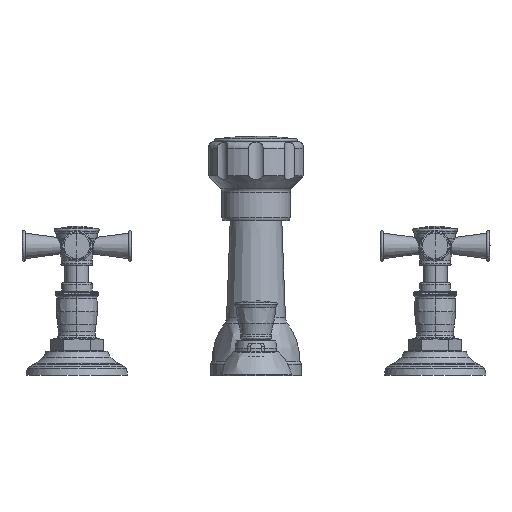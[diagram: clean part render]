
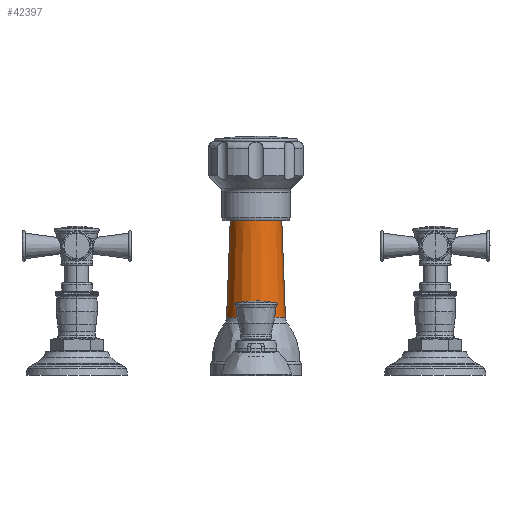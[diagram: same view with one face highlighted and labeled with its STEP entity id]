
A CAD part, top view. The second image highlights one B-rep face of the part: STEP entity #42397.
In plain terms, the highlighted conical face has half-angle 2.15 degrees and reference radius 15.652 mm.
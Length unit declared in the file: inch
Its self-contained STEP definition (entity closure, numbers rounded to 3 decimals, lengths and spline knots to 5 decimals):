
#41642=CARTESIAN_POINT('',(0.,3.468,-9.));
#41643=DIRECTION('',(0.,-1.,0.));
#41644=DIRECTION('',(1.,0.,0.));
#41645=AXIS2_PLACEMENT_3D('',#41642,#41643,#41644);
#41652=DIRECTION('',(0.038,0.999,0.));
#41653=VECTOR('',#41652,2.16618);
#41654=CARTESIAN_POINT('',(-0.65687,1.30334,
-9.));
#41655=LINE('',#41654,#41653);
#41656=DIRECTION('',(-0.038,0.999,0.));
#41657=VECTOR('',#41656,2.16618);
#41658=CARTESIAN_POINT('',(0.65687,1.30334,
-9.));
#41659=LINE('',#41658,#41657);
#41675=CARTESIAN_POINT('',(0.,1.30334,-9.));
#41676=DIRECTION('',(0.,-1.,0.));
#41677=DIRECTION('',(1.,0.,0.));
#41678=AXIS2_PLACEMENT_3D('',#41675,#41676,#41677);
#41770=CARTESIAN_POINT('',(-0.65687,1.30334,-9.));
#41771=CARTESIAN_POINT('',(0.65687,1.30334,-9.));
#41772=VERTEX_POINT('',#41770);
#41773=VERTEX_POINT('',#41771);
#41864=CARTESIAN_POINT('',(0.57559,3.468,-9.));
#41865=CARTESIAN_POINT('',(-0.57559,3.468,-9.));
#41866=VERTEX_POINT('',#41864);
#41867=VERTEX_POINT('',#41865);
#42383=CARTESIAN_POINT('',(0.,2.38567,-9.));
#42384=DIRECTION('',(0.,-1.,0.));
#42385=DIRECTION('',(-1.,0.,0.));
#42386=AXIS2_PLACEMENT_3D('',#42383,#42384,#42385);
#42387=CONICAL_SURFACE('',#42386,0.61623,2.15);
#42388=ORIENTED_EDGE('',*,*,#42376,.F.);
#42390=ORIENTED_EDGE('',*,*,#42389,.F.);
#42392=ORIENTED_EDGE('',*,*,#42391,.T.);
#42394=ORIENTED_EDGE('',*,*,#42393,.T.);
#42395=EDGE_LOOP('',(#42388,#42390,#42392,#42394));
#42396=FACE_OUTER_BOUND('',#42395,.F.);
#42397=ADVANCED_FACE('',(#42396),#42387,.T.);
#41646=CIRCLE('',#41645,0.57559);
#41679=CIRCLE('',#41678,0.65687);
#42376=EDGE_CURVE('',#41866,#41867,#41646,.T.);
#42389=EDGE_CURVE('',#41773,#41866,#41659,.T.);
#42391=EDGE_CURVE('',#41773,#41772,#41679,.T.);
#42393=EDGE_CURVE('',#41772,#41867,#41655,.T.);
